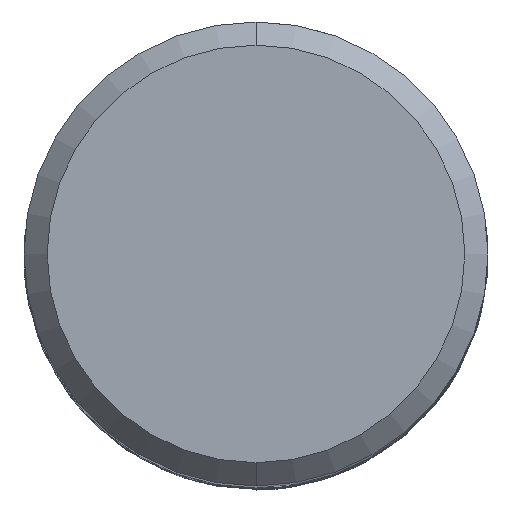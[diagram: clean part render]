
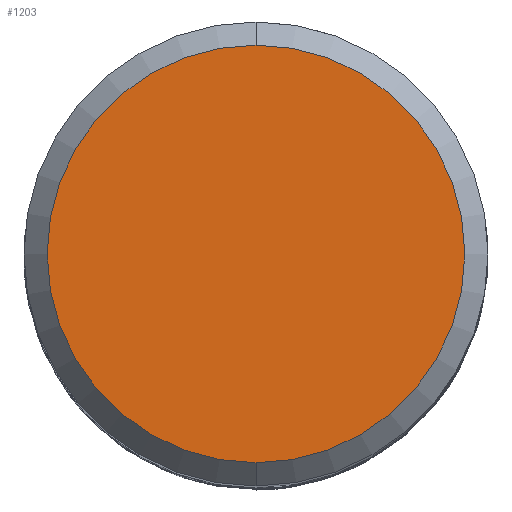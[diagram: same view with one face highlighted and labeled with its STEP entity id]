
A CAD part, top view. The second image highlights one B-rep face of the part: STEP entity #1203.
In plain terms, the highlighted planar face has unit normal (0, 0, 1).
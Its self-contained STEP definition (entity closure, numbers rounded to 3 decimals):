
#507=EDGE_CURVE('',#1041,#1329,#1462,.T.);
#985=EDGE_CURVE('',#1329,#1041,#1976,.T.);
#1041=VERTEX_POINT('',#2040);
#1203=ADVANCED_FACE('',(#2219),#2220,.T.);
#1329=VERTEX_POINT('',#2358);
#1462=CIRCLE('',#2514,9.0);
#1976=CIRCLE('',#7168,9.0);
#2040=CARTESIAN_POINT('',(0.0,9.0,0.0));
#2219=FACE_OUTER_BOUND('',#9367,.T.);
#2220=PLANE('',#9368);
#2358=CARTESIAN_POINT('',(0.,-9.0,0.0));
#2514=AXIS2_PLACEMENT_3D('',#10756,#10757,#10758);
#7168=AXIS2_PLACEMENT_3D('',#11205,#11206,#11207);
#9367=EDGE_LOOP('',(#11467,#11468));
#9368=AXIS2_PLACEMENT_3D('',#11469,#11470,#11471);
#10756=CARTESIAN_POINT('',(0.0,0.0,0.0));
#10757=DIRECTION('',(0.0,0.0,-1.0));
#10758=DIRECTION('',(0.0,1.0,0.0));
#11205=CARTESIAN_POINT('',(0.0,0.0,0.0));
#11206=DIRECTION('',(0.0,0.0,-1.0));
#11207=DIRECTION('',(0.0,1.0,0.0));
#11467=ORIENTED_EDGE('',*,*,#507,.F.);
#11468=ORIENTED_EDGE('',*,*,#985,.F.);
#11469=CARTESIAN_POINT('',(0.0,4.5,0.0));
#11470=DIRECTION('',(-0.0,0.0,1.0));
#11471=DIRECTION('',(0.0,-1.0,0.0));
